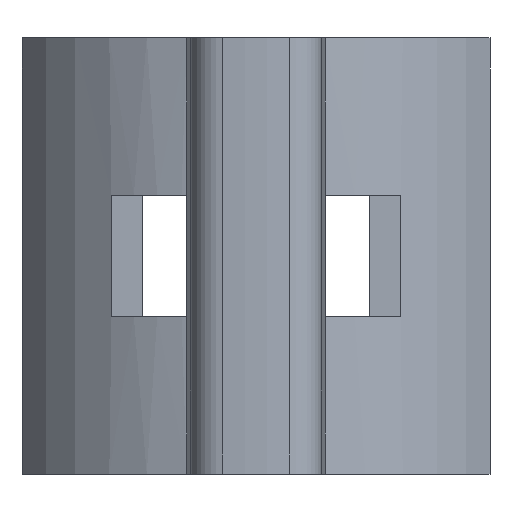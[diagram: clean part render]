
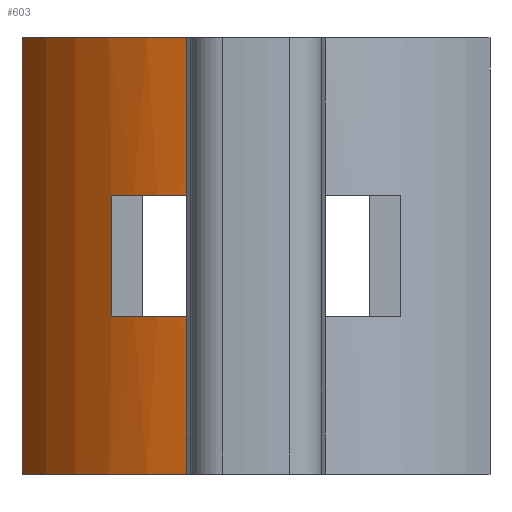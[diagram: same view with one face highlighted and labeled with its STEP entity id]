
A CAD part, top view. The second image highlights one B-rep face of the part: STEP entity #603.
In plain terms, the highlighted cylindrical face has radius 10.6 mm (diameter 21.2 mm), a partial arc.
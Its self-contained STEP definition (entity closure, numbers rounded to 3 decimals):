
#149=AXIS2_PLACEMENT_3D('Circle Axis2P3D',#147,#148,$) ;
#381=AXIS2_PLACEMENT_3D('Circle Axis2P3D',#379,#380,$) ;
#542=AXIS2_PLACEMENT_3D('Cylinder Axis2P3D',#539,#540,#541) ;
#560=AXIS2_PLACEMENT_3D('Circle Axis2P3D',#558,#559,$) ;
#567=AXIS2_PLACEMENT_3D('Circle Axis2P3D',#565,#566,$) ;
#581=AXIS2_PLACEMENT_3D('Circle Axis2P3D',#579,#580,$) ;
#588=AXIS2_PLACEMENT_3D('Circle Axis2P3D',#586,#587,$) ;
#41=CARTESIAN_POINT('Vertex',(0.,18.,0.302)) ;
#57=CARTESIAN_POINT('Vertex',(0.,0.,0.302)) ;
#60=CARTESIAN_POINT('Line Origine',(0.,9.,0.302)) ;
#83=CARTESIAN_POINT('Vertex',(6.8,18.,5.301)) ;
#147=CARTESIAN_POINT('Axis2P3D Location',(9.16,18.,-5.033)) ;
#376=CARTESIAN_POINT('Vertex',(6.8,0.,5.301)) ;
#379=CARTESIAN_POINT('Axis2P3D Location',(9.16,0.,-5.033)) ;
#539=CARTESIAN_POINT('Axis2P3D Location',(9.16,9.,-5.033)) ;
#544=CARTESIAN_POINT('Line Origine',(6.8,9.,5.301)) ;
#548=CARTESIAN_POINT('Vertex',(6.8,11.5,5.301)) ;
#551=CARTESIAN_POINT('Line Origine',(6.8,9.,5.301)) ;
#555=CARTESIAN_POINT('Vertex',(6.8,6.5,5.301)) ;
#558=CARTESIAN_POINT('Axis2P3D Location',(9.16,6.5,-5.033)) ;
#562=CARTESIAN_POINT('Vertex',(6.577,6.5,5.248)) ;
#565=CARTESIAN_POINT('Axis2P3D Location',(9.16,6.5,-5.033)) ;
#569=CARTESIAN_POINT('Vertex',(3.691,6.5,4.048)) ;
#572=CARTESIAN_POINT('Line Origine',(3.691,9.,4.048)) ;
#576=CARTESIAN_POINT('Vertex',(3.691,11.5,4.048)) ;
#579=CARTESIAN_POINT('Axis2P3D Location',(9.16,11.5,-5.033)) ;
#583=CARTESIAN_POINT('Vertex',(6.577,11.5,5.248)) ;
#586=CARTESIAN_POINT('Axis2P3D Location',(9.16,11.5,-5.033)) ;
#61=DIRECTION('Vector Direction',(0.,1.,0.)) ;
#148=DIRECTION('Axis2P3D Direction',(-0.,-1.,-0.)) ;
#380=DIRECTION('Axis2P3D Direction',(-0.,-1.,-0.)) ;
#540=DIRECTION('Axis2P3D Direction',(0.,-1.,0.)) ;
#541=DIRECTION('Axis2P3D XDirection',(0.046,0.,0.999)) ;
#545=DIRECTION('Vector Direction',(0.,-1.,0.)) ;
#552=DIRECTION('Vector Direction',(0.,-1.,0.)) ;
#559=DIRECTION('Axis2P3D Direction',(0.,-1.,0.)) ;
#566=DIRECTION('Axis2P3D Direction',(0.,-1.,0.)) ;
#573=DIRECTION('Vector Direction',(0.,-1.,0.)) ;
#580=DIRECTION('Axis2P3D Direction',(0.,-1.,0.)) ;
#587=DIRECTION('Axis2P3D Direction',(0.,-1.,0.)) ;
#62=VECTOR('Line Direction',#61,1.) ;
#546=VECTOR('Line Direction',#545,1.) ;
#553=VECTOR('Line Direction',#552,1.) ;
#574=VECTOR('Line Direction',#573,1.) ;
#592=ORIENTED_EDGE('',*,*,#550,.F.) ;
#593=ORIENTED_EDGE('',*,*,#151,.T.) ;
#594=ORIENTED_EDGE('',*,*,#64,.F.) ;
#595=ORIENTED_EDGE('',*,*,#383,.F.) ;
#596=ORIENTED_EDGE('',*,*,#557,.F.) ;
#597=ORIENTED_EDGE('',*,*,#564,.F.) ;
#598=ORIENTED_EDGE('',*,*,#571,.F.) ;
#599=ORIENTED_EDGE('',*,*,#578,.T.) ;
#600=ORIENTED_EDGE('',*,*,#585,.T.) ;
#601=ORIENTED_EDGE('',*,*,#590,.T.) ;
#603=ADVANCED_FACE('S3D - gedreht',(#602),#543,.T.) ;
#150=CIRCLE('generated circle',#149,10.6) ;
#382=CIRCLE('generated circle',#381,10.6) ;
#561=CIRCLE('generated circle',#560,10.6) ;
#568=CIRCLE('generated circle',#567,10.6) ;
#582=CIRCLE('generated circle',#581,10.6) ;
#589=CIRCLE('generated circle',#588,10.6) ;
#543=CYLINDRICAL_SURFACE('generated cylinder',#542,10.6) ;
#64=EDGE_CURVE('',#58,#42,#63,.T.) ;
#151=EDGE_CURVE('',#84,#42,#150,.T.) ;
#383=EDGE_CURVE('',#377,#58,#382,.T.) ;
#550=EDGE_CURVE('',#84,#549,#547,.T.) ;
#557=EDGE_CURVE('',#556,#377,#554,.T.) ;
#564=EDGE_CURVE('',#563,#556,#561,.F.) ;
#571=EDGE_CURVE('',#570,#563,#568,.F.) ;
#578=EDGE_CURVE('',#570,#577,#575,.F.) ;
#585=EDGE_CURVE('',#577,#584,#582,.F.) ;
#590=EDGE_CURVE('',#584,#549,#589,.F.) ;
#591=EDGE_LOOP('',(#592,#593,#594,#595,#596,#597,#598,#599,#600,#601)) ;
#602=FACE_OUTER_BOUND('',#591,.T.) ;
#63=LINE('Line',#60,#62) ;
#547=LINE('Line',#544,#546) ;
#554=LINE('Line',#551,#553) ;
#575=LINE('Line',#572,#574) ;
#42=VERTEX_POINT('',#41) ;
#58=VERTEX_POINT('',#57) ;
#84=VERTEX_POINT('',#83) ;
#377=VERTEX_POINT('',#376) ;
#549=VERTEX_POINT('',#548) ;
#556=VERTEX_POINT('',#555) ;
#563=VERTEX_POINT('',#562) ;
#570=VERTEX_POINT('',#569) ;
#577=VERTEX_POINT('',#576) ;
#584=VERTEX_POINT('',#583) ;
